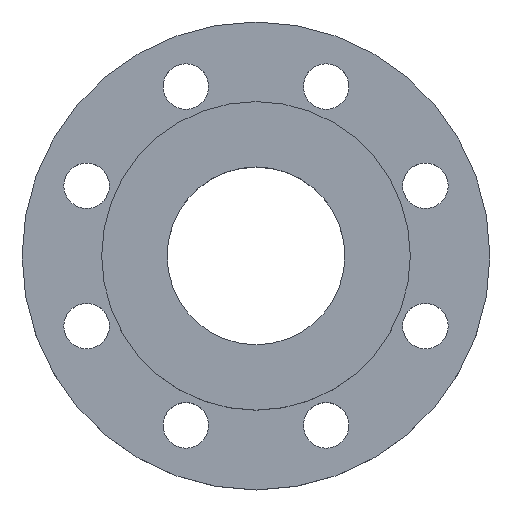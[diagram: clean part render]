
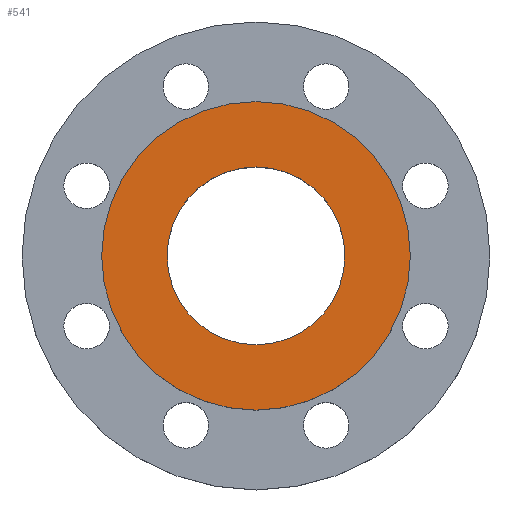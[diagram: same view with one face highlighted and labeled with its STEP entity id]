
A CAD part, top view. The second image highlights one B-rep face of the part: STEP entity #541.
In plain terms, the highlighted planar face has unit normal (0, 0, 1).
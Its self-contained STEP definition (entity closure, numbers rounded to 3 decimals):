
#95 = DIRECTION ( 'NONE',  ( 1., 0., 0. ) ) ;
#96 = DIRECTION ( 'NONE',  ( 0., 0., 1. ) ) ;
#97 = CARTESIAN_POINT ( 'NONE',  ( 0., 0., 16. ) ) ;
#180 = DIRECTION ( 'NONE',  ( 1., 0., 0. ) ) ;
#182 = DIRECTION ( 'NONE',  ( 0., 0., 1. ) ) ;
#183 = CARTESIAN_POINT ( 'NONE',  ( 0., 0., 16. ) ) ;
#236 = DIRECTION ( 'NONE',  ( 1., 0., 0. ) ) ;
#238 = DIRECTION ( 'NONE',  ( 0., 0., 1. ) ) ;
#239 = CARTESIAN_POINT ( 'NONE',  ( 0., 0., 16. ) ) ;
#276 = AXIS2_PLACEMENT_3D ( 'NONE', #97, #96, #95 ) ;
#347 = DIRECTION ( 'NONE',  ( 1., 0., 0. ) ) ;
#348 = DIRECTION ( 'NONE',  ( 0., 0., 1. ) ) ;
#349 = CARTESIAN_POINT ( 'NONE',  ( 0., 0., 16. ) ) ;
#392 = CARTESIAN_POINT ( 'NONE',  ( 61., 0., 16. ) ) ;
#412 = DIRECTION ( 'NONE',  ( 1., 0., 0. ) ) ;
#415 = DIRECTION ( 'NONE',  ( 0., 0., 1. ) ) ;
#417 = CARTESIAN_POINT ( 'NONE',  ( 35.15, 0., 16. ) ) ;
#418 = PLANE ( 'NONE',  #547 ) ;
#419 = FACE_BOUND ( 'NONE', #1080, .T. ) ;
#420 = FACE_OUTER_BOUND ( 'NONE', #1087, .T. ) ;
#541 = ADVANCED_FACE ( 'NONE', ( #420, #419 ), #418, .T. ) ;
#547 = AXIS2_PLACEMENT_3D ( 'NONE', #417, #415, #412 ) ;
#590 = VERTEX_POINT ( 'NONE', #392 ) ;
#619 = CARTESIAN_POINT ( 'NONE',  ( 35.15, 0., 16. ) ) ;
#622 = CIRCLE ( 'NONE', #625, 61. ) ;
#625 = AXIS2_PLACEMENT_3D ( 'NONE', #349, #348, #347 ) ;
#694 = EDGE_CURVE ( 'NONE', #1183, #590, #622, .T. ) ;
#775 = CARTESIAN_POINT ( 'NONE',  ( -35.15, 0., 16. ) ) ;
#790 = CARTESIAN_POINT ( 'NONE',  ( -61., 0., 16. ) ) ;
#844 = CIRCLE ( 'NONE', #955, 35.15 ) ;
#869 = EDGE_CURVE ( 'NONE', #1210, #1100, #1206, .T. ) ;
#878 = CIRCLE ( 'NONE', #276, 61. ) ;
#918 = ORIENTED_EDGE ( 'NONE', *, *, #982, .T. ) ;
#919 = ORIENTED_EDGE ( 'NONE', *, *, #694, .T. ) ;
#920 = ORIENTED_EDGE ( 'NONE', *, *, #869, .F. ) ;
#923 = ORIENTED_EDGE ( 'NONE', *, *, #927, .F. ) ;
#927 = EDGE_CURVE ( 'NONE', #1100, #1210, #844, .T. ) ;
#941 = AXIS2_PLACEMENT_3D ( 'NONE', #239, #238, #236 ) ;
#955 = AXIS2_PLACEMENT_3D ( 'NONE', #183, #182, #180 ) ;
#982 = EDGE_CURVE ( 'NONE', #590, #1183, #878, .T. ) ;
#1080 = EDGE_LOOP ( 'NONE', ( #920, #923 ) ) ;
#1087 = EDGE_LOOP ( 'NONE', ( #918, #919 ) ) ;
#1100 = VERTEX_POINT ( 'NONE', #775 ) ;
#1183 = VERTEX_POINT ( 'NONE', #790 ) ;
#1206 = CIRCLE ( 'NONE', #941, 35.15 ) ;
#1210 = VERTEX_POINT ( 'NONE', #619 ) ;
